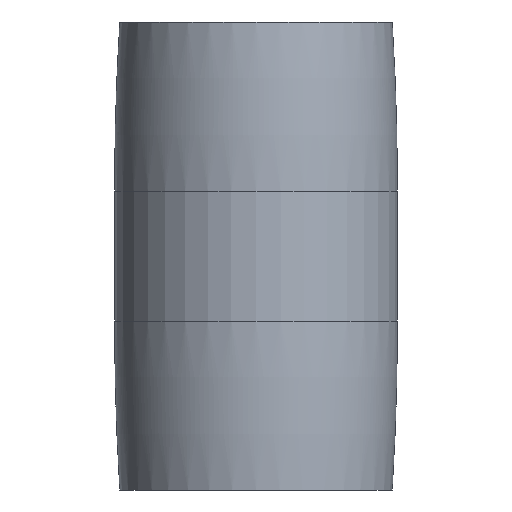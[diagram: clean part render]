
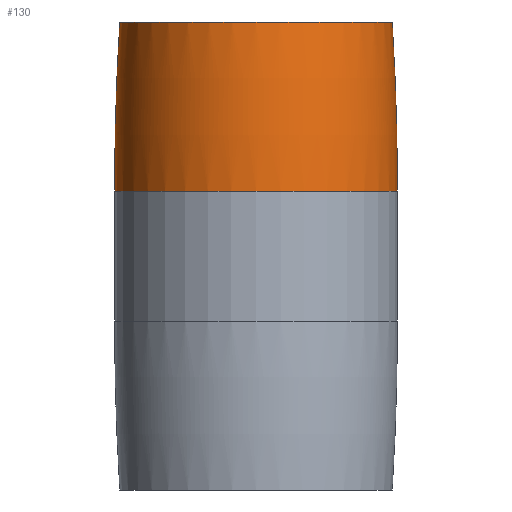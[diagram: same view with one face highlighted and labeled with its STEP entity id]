
A CAD part, front view. The second image highlights one B-rep face of the part: STEP entity #130.
In plain terms, the highlighted toroidal (fillet/blend) face has major radius 501.425 mm and minor radius 528.625 mm.
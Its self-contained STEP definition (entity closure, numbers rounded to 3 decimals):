
#12 = DIRECTION ( 'NONE',  ( 0., 0., -1. ) ) ;
#26 = CARTESIAN_POINT ( 'NONE',  ( 501.425, 0., 12.5 ) ) ;
#28 = CARTESIAN_POINT ( 'NONE',  ( -26.2, 0., 45. ) ) ;
#70 = DIRECTION ( 'NONE',  ( 0., 0., 1. ) ) ;
#116 = DIRECTION ( 'NONE',  ( 1., 0., 0. ) ) ;
#130 = ADVANCED_FACE ( 'NONE', ( #489 ), #838, .T. ) ;
#137 = CARTESIAN_POINT ( 'NONE',  ( 0., 0., 12.5 ) ) ;
#183 = DIRECTION ( 'NONE',  ( 0., -1., 0. ) ) ;
#191 = ORIENTED_EDGE ( 'NONE', *, *, #366, .F. ) ;
#212 = DIRECTION ( 'NONE',  ( 0., 0., 1. ) ) ;
#221 = VERTEX_POINT ( 'NONE', #519 ) ;
#246 = CARTESIAN_POINT ( 'NONE',  ( -27.2, 0., 12.5 ) ) ;
#259 = EDGE_CURVE ( 'NONE', #754, #221, #285, .T. ) ;
#268 = AXIS2_PLACEMENT_3D ( 'NONE', #26, #401, #693 ) ;
#285 = CIRCLE ( 'NONE', #854, 27.2 ) ;
#327 = DIRECTION ( 'NONE',  ( 0., 0., 1. ) ) ;
#366 = EDGE_CURVE ( 'NONE', #754, #905, #425, .T. ) ;
#401 = DIRECTION ( 'NONE',  ( 0., 1., 0. ) ) ;
#425 = CIRCLE ( 'NONE', #268, 528.625 ) ;
#489 = FACE_OUTER_BOUND ( 'NONE', #863, .T. ) ;
#517 = VERTEX_POINT ( 'NONE', #651 ) ;
#519 = CARTESIAN_POINT ( 'NONE',  ( 27.2, 0., 12.5 ) ) ;
#528 = ORIENTED_EDGE ( 'NONE', *, *, #259, .T. ) ;
#589 = CARTESIAN_POINT ( 'NONE',  ( 0., 0., 45. ) ) ;
#603 = EDGE_CURVE ( 'NONE', #905, #517, #661, .T. ) ;
#616 = CARTESIAN_POINT ( 'NONE',  ( -501.425, 0., 12.5 ) ) ;
#617 = ORIENTED_EDGE ( 'NONE', *, *, #603, .F. ) ;
#636 = CARTESIAN_POINT ( 'NONE',  ( 0., 0., 12.5 ) ) ;
#651 = CARTESIAN_POINT ( 'NONE',  ( 26.2, 0., 45. ) ) ;
#661 = CIRCLE ( 'NONE', #791, 26.2 ) ;
#693 = DIRECTION ( 'NONE',  ( -1., 0., 0. ) ) ;
#732 = DIRECTION ( 'NONE',  ( 1., 0., 0. ) ) ;
#754 = VERTEX_POINT ( 'NONE', #246 ) ;
#786 = EDGE_CURVE ( 'NONE', #221, #517, #946, .T. ) ;
#791 = AXIS2_PLACEMENT_3D ( 'NONE', #589, #70, #888 ) ;
#838 = TOROIDAL_SURFACE ( 'NONE', #882, -501.425, 528.625 ) ;
#854 = AXIS2_PLACEMENT_3D ( 'NONE', #137, #212, #732 ) ;
#863 = EDGE_LOOP ( 'NONE', ( #191, #528, #920, #617 ) ) ;
#882 = AXIS2_PLACEMENT_3D ( 'NONE', #636, #327, #116 ) ;
#888 = DIRECTION ( 'NONE',  ( 1., 0., 0. ) ) ;
#905 = VERTEX_POINT ( 'NONE', #28 ) ;
#920 = ORIENTED_EDGE ( 'NONE', *, *, #786, .T. ) ;
#946 = CIRCLE ( 'NONE', #963, 528.625 ) ;
#963 = AXIS2_PLACEMENT_3D ( 'NONE', #616, #183, #12 ) ;
